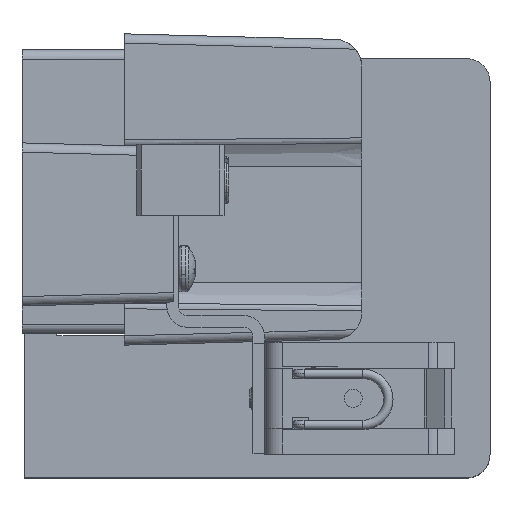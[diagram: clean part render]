
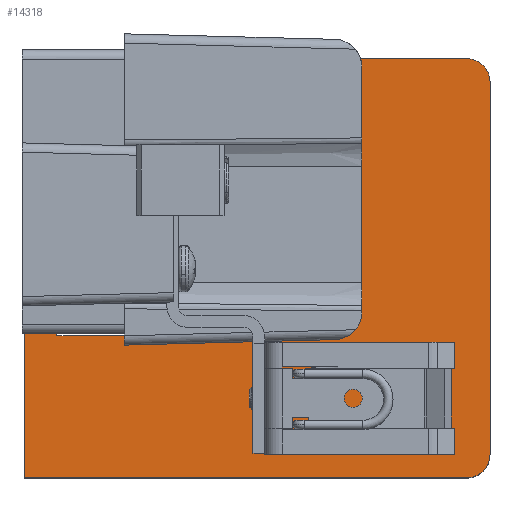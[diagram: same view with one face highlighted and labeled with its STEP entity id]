
A CAD part, left-side view. The second image highlights one B-rep face of the part: STEP entity #14318.
In plain terms, the highlighted face is planar.
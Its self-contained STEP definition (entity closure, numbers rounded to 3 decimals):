
#148 = EDGE_CURVE ( 'NONE', #1713, #16364, #8749, .T. ) ;
#288 = CARTESIAN_POINT ( 'NONE',  ( -17.6, 0., 0. ) ) ;
#536 = VERTEX_POINT ( 'NONE', #12664 ) ;
#784 = DIRECTION ( 'NONE',  ( -1., 0., 0. ) ) ;
#1229 = CARTESIAN_POINT ( 'NONE',  ( -17.6, 0., 0. ) ) ;
#1237 = LINE ( 'NONE', #12178, #10631 ) ;
#1254 = ORIENTED_EDGE ( 'NONE', *, *, #22686, .F. ) ;
#1317 = DIRECTION ( 'NONE',  ( 1., 0., 0. ) ) ;
#1363 = ORIENTED_EDGE ( 'NONE', *, *, #10988, .T. ) ;
#1713 = VERTEX_POINT ( 'NONE', #7357 ) ;
#1745 = VECTOR ( 'NONE', #9869, 1000. ) ;
#1937 = CARTESIAN_POINT ( 'NONE',  ( -17.6, 7., 0. ) ) ;
#2106 = AXIS2_PLACEMENT_3D ( 'NONE', #11934, #2925, #3166 ) ;
#2549 = VERTEX_POINT ( 'NONE', #4279 ) ;
#2885 = DIRECTION ( 'NONE',  ( 1., 0., 0. ) ) ;
#2925 = DIRECTION ( 'NONE',  ( 0., 0., -1. ) ) ;
#3074 = VECTOR ( 'NONE', #2885, 1000. ) ;
#3166 = DIRECTION ( 'NONE',  ( -1., 0., 0. ) ) ;
#3282 = ORIENTED_EDGE ( 'NONE', *, *, #17940, .F. ) ;
#3442 = VERTEX_POINT ( 'NONE', #1937 ) ;
#3540 = LINE ( 'NONE', #21447, #13038 ) ;
#3712 = EDGE_CURVE ( 'NONE', #10066, #5701, #6792, .T. ) ;
#3880 = ORIENTED_EDGE ( 'NONE', *, *, #8708, .T. ) ;
#4191 = CARTESIAN_POINT ( 'NONE',  ( 24., 21.8, 0. ) ) ;
#4279 = CARTESIAN_POINT ( 'NONE',  ( -24., 7., 0. ) ) ;
#4433 = VECTOR ( 'NONE', #22685, 1000. ) ;
#5503 = EDGE_CURVE ( 'NONE', #536, #9602, #20602, .T. ) ;
#5582 = CARTESIAN_POINT ( 'NONE',  ( 17.6, 7., 0. ) ) ;
#5598 = LINE ( 'NONE', #14757, #16919 ) ;
#5701 = VERTEX_POINT ( 'NONE', #12076 ) ;
#5955 = CARTESIAN_POINT ( 'NONE',  ( -14.5, 21.8, 0. ) ) ;
#6566 = CARTESIAN_POINT ( 'NONE',  ( 35.5, 0., 0. ) ) ;
#6729 = DIRECTION ( 'NONE',  ( 0., 1., 0. ) ) ;
#6763 = CARTESIAN_POINT ( 'NONE',  ( 30.5, 100., 0. ) ) ;
#6792 = LINE ( 'NONE', #16397, #17334 ) ;
#7017 = DIRECTION ( 'NONE',  ( 1., 0., 0. ) ) ;
#7165 = DIRECTION ( 'NONE',  ( 1., 0., 0. ) ) ;
#7261 = DIRECTION ( 'NONE',  ( 0., -1., 0. ) ) ;
#7278 = CARTESIAN_POINT ( 'NONE',  ( 17.6, 0., 0. ) ) ;
#7357 = CARTESIAN_POINT ( 'NONE',  ( -54.5, 95., 0. ) ) ;
#7592 = VECTOR ( 'NONE', #6729, 1000. ) ;
#7688 = DIRECTION ( 'NONE',  ( 0., 0., -1. ) ) ;
#7779 = EDGE_CURVE ( 'NONE', #17407, #2549, #15555, .T. ) ;
#7893 = CARTESIAN_POINT ( 'NONE',  ( -54.5, 0., 0. ) ) ;
#8241 = LINE ( 'NONE', #22808, #4433 ) ;
#8377 = DIRECTION ( 'NONE',  ( 0., 0., -1. ) ) ;
#8597 = CARTESIAN_POINT ( 'NONE',  ( -49.5, 100., 0. ) ) ;
#8644 = EDGE_CURVE ( 'NONE', #16364, #20532, #14172, .T. ) ;
#8708 = EDGE_CURVE ( 'NONE', #1713, #15051, #14201, .T. ) ;
#8749 = LINE ( 'NONE', #12392, #10205 ) ;
#9339 = VERTEX_POINT ( 'NONE', #7278 ) ;
#9404 = ORIENTED_EDGE ( 'NONE', *, *, #14890, .F. ) ;
#9600 = PLANE ( 'NONE',  #18592 ) ;
#9602 = VERTEX_POINT ( 'NONE', #4191 ) ;
#9836 = EDGE_CURVE ( 'NONE', #16560, #536, #15965, .T. ) ;
#9869 = DIRECTION ( 'NONE',  ( 0., -1., 0. ) ) ;
#10064 = VECTOR ( 'NONE', #17098, 1000. ) ;
#10066 = VERTEX_POINT ( 'NONE', #18692 ) ;
#10189 = DIRECTION ( 'NONE',  ( -1., 0., 0. ) ) ;
#10205 = VECTOR ( 'NONE', #17896, 1000. ) ;
#10334 = VECTOR ( 'NONE', #7165, 1000. ) ;
#10631 = VECTOR ( 'NONE', #23107, 1000. ) ;
#10988 = EDGE_CURVE ( 'NONE', #9602, #5701, #5598, .T. ) ;
#11390 = EDGE_LOOP ( 'NONE', ( #19472, #3880, #17153, #22473, #19012, #3282, #21500, #11633, #21615, #1363, #19313, #1254, #9404, #22645, #11981, #20720, #18699, #17909 ) ) ;
#11633 = ORIENTED_EDGE ( 'NONE', *, *, #9836, .T. ) ;
#11777 = VECTOR ( 'NONE', #19504, 1000. ) ;
#11843 = CARTESIAN_POINT ( 'NONE',  ( -24., 21.8, 0. ) ) ;
#11934 = CARTESIAN_POINT ( 'NONE',  ( 30.5, 95., 0. ) ) ;
#11981 = ORIENTED_EDGE ( 'NONE', *, *, #7779, .T. ) ;
#11990 = VERTEX_POINT ( 'NONE', #21438 ) ;
#12049 = VECTOR ( 'NONE', #1317, 1000. ) ;
#12076 = CARTESIAN_POINT ( 'NONE',  ( 14.5, 21.8, 0. ) ) ;
#12090 = CIRCLE ( 'NONE', #2106, 5. ) ;
#12178 = CARTESIAN_POINT ( 'NONE',  ( -17.6, 7., 0. ) ) ;
#12280 = LINE ( 'NONE', #23211, #7592 ) ;
#12357 = LINE ( 'NONE', #23659, #10334 ) ;
#12392 = CARTESIAN_POINT ( 'NONE',  ( -54.5, 0., 0. ) ) ;
#12664 = CARTESIAN_POINT ( 'NONE',  ( 24., 7., 0. ) ) ;
#13038 = VECTOR ( 'NONE', #7017, 1000. ) ;
#13108 = FACE_OUTER_BOUND ( 'NONE', #11390, .T. ) ;
#13296 = EDGE_CURVE ( 'NONE', #9339, #16560, #22069, .T. ) ;
#13793 = CARTESIAN_POINT ( 'NONE',  ( 17.6, 7., 0. ) ) ;
#13896 = EDGE_CURVE ( 'NONE', #3442, #20532, #16845, .T. ) ;
#13939 = DIRECTION ( 'NONE',  ( 1., 0., 0. ) ) ;
#14067 = EDGE_CURVE ( 'NONE', #16240, #14204, #12090, .T. ) ;
#14172 = LINE ( 'NONE', #21142, #3074 ) ;
#14201 = CIRCLE ( 'NONE', #15334, 5. ) ;
#14204 = VERTEX_POINT ( 'NONE', #18163 ) ;
#14318 = ADVANCED_FACE ( 'NONE', ( #13108 ), #9600, .T. ) ;
#14757 = CARTESIAN_POINT ( 'NONE',  ( -24., 21.8, 0. ) ) ;
#14890 = EDGE_CURVE ( 'NONE', #22359, #11990, #8241, .T. ) ;
#15051 = VERTEX_POINT ( 'NONE', #8597 ) ;
#15334 = AXIS2_PLACEMENT_3D ( 'NONE', #23323, #8377, #10189 ) ;
#15555 = LINE ( 'NONE', #11843, #11777 ) ;
#15674 = CARTESIAN_POINT ( 'NONE',  ( -54.5, 100., 0. ) ) ;
#15965 = LINE ( 'NONE', #21130, #12049 ) ;
#16240 = VERTEX_POINT ( 'NONE', #6763 ) ;
#16364 = VERTEX_POINT ( 'NONE', #7893 ) ;
#16397 = CARTESIAN_POINT ( 'NONE',  ( 14.5, 0., 0. ) ) ;
#16440 = VECTOR ( 'NONE', #784, 1000. ) ;
#16560 = VERTEX_POINT ( 'NONE', #13793 ) ;
#16649 = DIRECTION ( 'NONE',  ( -1., 0., 0. ) ) ;
#16845 = LINE ( 'NONE', #288, #1745 ) ;
#16919 = VECTOR ( 'NONE', #16649, 1000. ) ;
#16981 = CARTESIAN_POINT ( 'NONE',  ( 24., 21.8, 0. ) ) ;
#17098 = DIRECTION ( 'NONE',  ( 0., 1., 0. ) ) ;
#17143 = VECTOR ( 'NONE', #13939, 1000. ) ;
#17153 = ORIENTED_EDGE ( 'NONE', *, *, #21608, .F. ) ;
#17293 = LINE ( 'NONE', #17534, #17143 ) ;
#17334 = VECTOR ( 'NONE', #7261, 1000. ) ;
#17345 = LINE ( 'NONE', #15674, #16440 ) ;
#17407 = VERTEX_POINT ( 'NONE', #18653 ) ;
#17493 = EDGE_CURVE ( 'NONE', #2549, #3442, #1237, .T. ) ;
#17534 = CARTESIAN_POINT ( 'NONE',  ( 14.5, 0., 0. ) ) ;
#17896 = DIRECTION ( 'NONE',  ( 0., -1., 0. ) ) ;
#17909 = ORIENTED_EDGE ( 'NONE', *, *, #8644, .F. ) ;
#17940 = EDGE_CURVE ( 'NONE', #9339, #19482, #17293, .T. ) ;
#18163 = CARTESIAN_POINT ( 'NONE',  ( 35.5, 95., 0. ) ) ;
#18213 = DIRECTION ( 'NONE',  ( 0., 1., 0. ) ) ;
#18592 = AXIS2_PLACEMENT_3D ( 'NONE', #22250, #7688, #20680 ) ;
#18653 = CARTESIAN_POINT ( 'NONE',  ( -24., 21.8, 0. ) ) ;
#18692 = CARTESIAN_POINT ( 'NONE',  ( 14.5, 61.5, 0. ) ) ;
#18699 = ORIENTED_EDGE ( 'NONE', *, *, #13896, .T. ) ;
#19012 = ORIENTED_EDGE ( 'NONE', *, *, #19081, .F. ) ;
#19081 = EDGE_CURVE ( 'NONE', #19482, #14204, #12280, .T. ) ;
#19313 = ORIENTED_EDGE ( 'NONE', *, *, #3712, .F. ) ;
#19472 = ORIENTED_EDGE ( 'NONE', *, *, #148, .F. ) ;
#19482 = VERTEX_POINT ( 'NONE', #6566 ) ;
#19504 = DIRECTION ( 'NONE',  ( 0., -1., 0. ) ) ;
#20532 = VERTEX_POINT ( 'NONE', #1229 ) ;
#20602 = LINE ( 'NONE', #16981, #10064 ) ;
#20680 = DIRECTION ( 'NONE',  ( -1., 0., 0. ) ) ;
#20720 = ORIENTED_EDGE ( 'NONE', *, *, #17493, .T. ) ;
#21130 = CARTESIAN_POINT ( 'NONE',  ( 24., 7., 0. ) ) ;
#21142 = CARTESIAN_POINT ( 'NONE',  ( -54.5, 0., 0. ) ) ;
#21438 = CARTESIAN_POINT ( 'NONE',  ( -14.5, 61.5, 0. ) ) ;
#21447 = CARTESIAN_POINT ( 'NONE',  ( 0., 21.8, 0. ) ) ;
#21500 = ORIENTED_EDGE ( 'NONE', *, *, #13296, .T. ) ;
#21608 = EDGE_CURVE ( 'NONE', #16240, #15051, #17345, .T. ) ;
#21615 = ORIENTED_EDGE ( 'NONE', *, *, #5503, .T. ) ;
#22069 = LINE ( 'NONE', #5582, #23214 ) ;
#22250 = CARTESIAN_POINT ( 'NONE',  ( 0., 0., 0. ) ) ;
#22359 = VERTEX_POINT ( 'NONE', #5955 ) ;
#22473 = ORIENTED_EDGE ( 'NONE', *, *, #14067, .T. ) ;
#22645 = ORIENTED_EDGE ( 'NONE', *, *, #23048, .F. ) ;
#22685 = DIRECTION ( 'NONE',  ( 0., 1., 0. ) ) ;
#22686 = EDGE_CURVE ( 'NONE', #11990, #10066, #12357, .T. ) ;
#22808 = CARTESIAN_POINT ( 'NONE',  ( -14.5, 0., 0. ) ) ;
#23048 = EDGE_CURVE ( 'NONE', #17407, #22359, #3540, .T. ) ;
#23107 = DIRECTION ( 'NONE',  ( 1., 0., 0. ) ) ;
#23211 = CARTESIAN_POINT ( 'NONE',  ( 35.5, 0., 0. ) ) ;
#23214 = VECTOR ( 'NONE', #18213, 1000. ) ;
#23323 = CARTESIAN_POINT ( 'NONE',  ( -49.5, 95., 0. ) ) ;
#23659 = CARTESIAN_POINT ( 'NONE',  ( -14.5, 61.5, 0. ) ) ;
